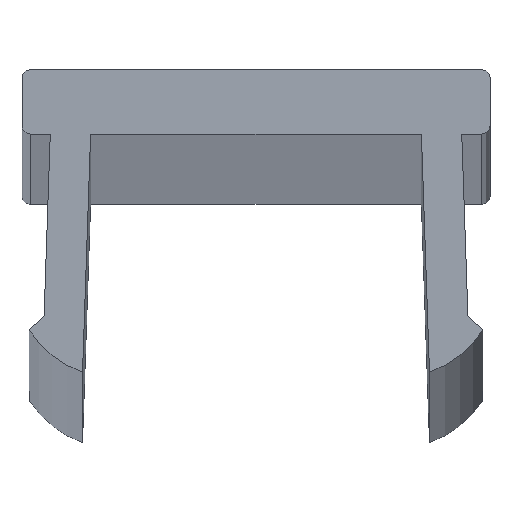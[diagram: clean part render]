
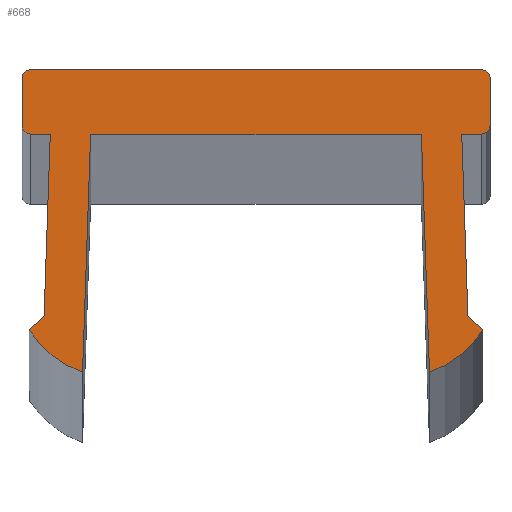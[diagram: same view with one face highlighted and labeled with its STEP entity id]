
A CAD part, top view. The second image highlights one B-rep face of the part: STEP entity #668.
In plain terms, the highlighted planar face has unit normal (0, 0, 1).
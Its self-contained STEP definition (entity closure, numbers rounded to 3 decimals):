
#3 = CARTESIAN_POINT ( 'NONE',  ( -4.3, -7.5, 1000. ) ) ;
#5 = ORIENTED_EDGE ( 'NONE', *, *, #39, .T. ) ;
#12 = VERTEX_POINT ( 'NONE', #212 ) ;
#25 = CARTESIAN_POINT ( 'NONE',  ( -5.253, -6.1, 1000. ) ) ;
#26 = CIRCLE ( 'NONE', #61, 0.2 ) ;
#29 = VERTEX_POINT ( 'NONE', #99 ) ;
#39 = EDGE_CURVE ( 'NONE', #700, #178, #493, .T. ) ;
#41 = VECTOR ( 'NONE', #160, 1000. ) ;
#47 = EDGE_CURVE ( 'NONE', #187, #232, #673, .T. ) ;
#61 = AXIS2_PLACEMENT_3D ( 'NONE', #80, #415, #301 ) ;
#69 = VERTEX_POINT ( 'NONE', #478 ) ;
#73 = CIRCLE ( 'NONE', #468, 0.2 ) ;
#74 = EDGE_CURVE ( 'NONE', #143, #600, #593, .T. ) ;
#79 = EDGE_CURVE ( 'NONE', #619, #705, #484, .T. ) ;
#80 = CARTESIAN_POINT ( 'NONE',  ( 5.6, -0.2, 1000. ) ) ;
#81 = FACE_OUTER_BOUND ( 'NONE', #166, .T. ) ;
#85 = VECTOR ( 'NONE', #614, 1000. ) ;
#88 = ORIENTED_EDGE ( 'NONE', *, *, #618, .T. ) ;
#99 = CARTESIAN_POINT ( 'NONE',  ( -4.1, -1.6, 1000. ) ) ;
#100 = LINE ( 'NONE', #606, #557 ) ;
#101 = AXIS2_PLACEMENT_3D ( 'NONE', #694, #255, #199 ) ;
#103 = EDGE_CURVE ( 'NONE', #619, #12, #347, .T. ) ;
#118 = CARTESIAN_POINT ( 'NONE',  ( -5.8, -0.2, 1000. ) ) ;
#143 = VERTEX_POINT ( 'NONE', #485 ) ;
#151 = ORIENTED_EDGE ( 'NONE', *, *, #704, .T. ) ;
#160 = DIRECTION ( 'NONE',  ( 0., 1., 0. ) ) ;
#162 = VERTEX_POINT ( 'NONE', #3 ) ;
#163 = CIRCLE ( 'NONE', #540, 0.2 ) ;
#165 = DIRECTION ( 'NONE',  ( 0., 0., -1. ) ) ;
#166 = EDGE_LOOP ( 'NONE', ( #326, #88, #421, #397, #585, #495, #613, #151, #295, #325, #638, #320, #328, #222, #5, #465, #336, #349 ) ) ;
#178 = VERTEX_POINT ( 'NONE', #605 ) ;
#180 = DIRECTION ( 'NONE',  ( -1., 0., 0. ) ) ;
#183 = DIRECTION ( 'NONE',  ( -1., 0., 0. ) ) ;
#187 = VERTEX_POINT ( 'NONE', #118 ) ;
#197 = DIRECTION ( 'NONE',  ( 1., 0., 0. ) ) ;
#199 = DIRECTION ( 'NONE',  ( 1., 0., 0. ) ) ;
#204 = VERTEX_POINT ( 'NONE', #596 ) ;
#212 = CARTESIAN_POINT ( 'NONE',  ( 5.8, -0.2, 1000. ) ) ;
#218 = EDGE_CURVE ( 'NONE', #187, #69, #163, .T. ) ;
#219 = LINE ( 'NONE', #418, #680 ) ;
#222 = ORIENTED_EDGE ( 'NONE', *, *, #583, .T. ) ;
#226 = CARTESIAN_POINT ( 'NONE',  ( 5.8, -0.2, 1000. ) ) ;
#232 = VERTEX_POINT ( 'NONE', #406 ) ;
#237 = CARTESIAN_POINT ( 'NONE',  ( -5.6, -0.2, 1000. ) ) ;
#247 = LINE ( 'NONE', #690, #374 ) ;
#253 = CARTESIAN_POINT ( 'NONE',  ( 5.253, -6.1, 1000. ) ) ;
#255 = DIRECTION ( 'NONE',  ( 0., 0., 1. ) ) ;
#260 = CARTESIAN_POINT ( 'NONE',  ( -5.1, -1.6, 1000. ) ) ;
#267 = CARTESIAN_POINT ( 'NONE',  ( 5.253, -6.1, 1000. ) ) ;
#269 = VECTOR ( 'NONE', #315, 1000. ) ;
#282 = EDGE_CURVE ( 'NONE', #178, #705, #304, .T. ) ;
#284 = DIRECTION ( 'NONE',  ( -0.034, -0.999, 0. ) ) ;
#285 = VECTOR ( 'NONE', #617, 1000. ) ;
#286 = CARTESIAN_POINT ( 'NONE',  ( 5.625, -6.448, 1000. ) ) ;
#291 = EDGE_CURVE ( 'NONE', #162, #29, #526, .T. ) ;
#293 = VERTEX_POINT ( 'NONE', #286 ) ;
#294 = VECTOR ( 'NONE', #386, 1000. ) ;
#295 = ORIENTED_EDGE ( 'NONE', *, *, #353, .T. ) ;
#301 = DIRECTION ( 'NONE',  ( -1., 0., 0. ) ) ;
#304 = LINE ( 'NONE', #669, #285 ) ;
#309 = DIRECTION ( 'NONE',  ( -1., 0., 0. ) ) ;
#315 = DIRECTION ( 'NONE',  ( 0., -1., 0. ) ) ;
#316 = EDGE_CURVE ( 'NONE', #600, #589, #403, .T. ) ;
#320 = ORIENTED_EDGE ( 'NONE', *, *, #562, .T. ) ;
#323 = EDGE_CURVE ( 'NONE', #368, #293, #641, .T. ) ;
#325 = ORIENTED_EDGE ( 'NONE', *, *, #291, .T. ) ;
#326 = ORIENTED_EDGE ( 'NONE', *, *, #602, .T. ) ;
#328 = ORIENTED_EDGE ( 'NONE', *, *, #323, .T. ) ;
#336 = ORIENTED_EDGE ( 'NONE', *, *, #79, .F. ) ;
#337 = DIRECTION ( 'NONE',  ( 0., 0., 1. ) ) ;
#339 = AXIS2_PLACEMENT_3D ( 'NONE', #658, #165, #707 ) ;
#342 = CARTESIAN_POINT ( 'NONE',  ( -5.1, -1.6, 1000. ) ) ;
#347 = LINE ( 'NONE', #226, #41 ) ;
#349 = ORIENTED_EDGE ( 'NONE', *, *, #103, .T. ) ;
#352 = CARTESIAN_POINT ( 'NONE',  ( 4.3, -7.5, 1000. ) ) ;
#353 = EDGE_CURVE ( 'NONE', #642, #162, #491, .T. ) ;
#356 = VECTOR ( 'NONE', #377, 1000. ) ;
#366 = PLANE ( 'NONE',  #101 ) ;
#368 = VERTEX_POINT ( 'NONE', #352 ) ;
#374 = VECTOR ( 'NONE', #309, 1000. ) ;
#377 = DIRECTION ( 'NONE',  ( -0.034, 0.999, 0. ) ) ;
#386 = DIRECTION ( 'NONE',  ( 1., 0., 0. ) ) ;
#387 = EDGE_CURVE ( 'NONE', #29, #204, #553, .T. ) ;
#388 = CARTESIAN_POINT ( 'NONE',  ( 5.6, -1.6, 1000. ) ) ;
#393 = VECTOR ( 'NONE', #528, 1000. ) ;
#397 = ORIENTED_EDGE ( 'NONE', *, *, #47, .T. ) ;
#403 = LINE ( 'NONE', #342, #626 ) ;
#406 = CARTESIAN_POINT ( 'NONE',  ( -5.8, -1.4, 1000. ) ) ;
#413 = DIRECTION ( 'NONE',  ( -1., 0., 0. ) ) ;
#415 = DIRECTION ( 'NONE',  ( 0., 0., 1. ) ) ;
#418 = CARTESIAN_POINT ( 'NONE',  ( 4.1, -1.6, 1000. ) ) ;
#421 = ORIENTED_EDGE ( 'NONE', *, *, #218, .F. ) ;
#424 = CARTESIAN_POINT ( 'NONE',  ( -5.625, -6.448, 1000. ) ) ;
#425 = CARTESIAN_POINT ( 'NONE',  ( 5.6, 0., 1000. ) ) ;
#437 = AXIS2_PLACEMENT_3D ( 'NONE', #675, #503, #183 ) ;
#445 = CARTESIAN_POINT ( 'NONE',  ( 5.253, -6.1, 1000. ) ) ;
#451 = CARTESIAN_POINT ( 'NONE',  ( -4.3, -7.5, 1000. ) ) ;
#453 = DIRECTION ( 'NONE',  ( 0., 0., -1. ) ) ;
#464 = CARTESIAN_POINT ( 'NONE',  ( 5.8, -1.4, 1000. ) ) ;
#465 = ORIENTED_EDGE ( 'NONE', *, *, #282, .T. ) ;
#468 = AXIS2_PLACEMENT_3D ( 'NONE', #599, #609, #659 ) ;
#478 = CARTESIAN_POINT ( 'NONE',  ( -5.6, 0., 1000. ) ) ;
#480 = AXIS2_PLACEMENT_3D ( 'NONE', #667, #337, #413 ) ;
#482 = LINE ( 'NONE', #253, #393 ) ;
#483 = DIRECTION ( 'NONE',  ( -0.731, -0.683, 0. ) ) ;
#484 = CIRCLE ( 'NONE', #339, 0.2 ) ;
#485 = CARTESIAN_POINT ( 'NONE',  ( -5.6, -1.6, 1000. ) ) ;
#490 = CARTESIAN_POINT ( 'NONE',  ( -5.6, -1.6, 1000. ) ) ;
#491 = CIRCLE ( 'NONE', #480, 2.5 ) ;
#493 = LINE ( 'NONE', #267, #356 ) ;
#495 = ORIENTED_EDGE ( 'NONE', *, *, #74, .T. ) ;
#503 = DIRECTION ( 'NONE',  ( 0., 0., 1. ) ) ;
#526 = LINE ( 'NONE', #451, #85 ) ;
#528 = DIRECTION ( 'NONE',  ( -0.731, 0.683, 0. ) ) ;
#534 = CARTESIAN_POINT ( 'NONE',  ( -5.8, -0.2, 1000. ) ) ;
#540 = AXIS2_PLACEMENT_3D ( 'NONE', #237, #453, #180 ) ;
#553 = LINE ( 'NONE', #611, #702 ) ;
#557 = VECTOR ( 'NONE', #483, 1000. ) ;
#562 = EDGE_CURVE ( 'NONE', #204, #368, #219, .T. ) ;
#583 = EDGE_CURVE ( 'NONE', #293, #700, #482, .T. ) ;
#585 = ORIENTED_EDGE ( 'NONE', *, *, #695, .F. ) ;
#589 = VERTEX_POINT ( 'NONE', #25 ) ;
#593 = LINE ( 'NONE', #490, #294 ) ;
#596 = CARTESIAN_POINT ( 'NONE',  ( 4.1, -1.6, 1000. ) ) ;
#599 = CARTESIAN_POINT ( 'NONE',  ( -5.6, -1.4, 1000. ) ) ;
#600 = VERTEX_POINT ( 'NONE', #260 ) ;
#602 = EDGE_CURVE ( 'NONE', #12, #682, #26, .T. ) ;
#605 = CARTESIAN_POINT ( 'NONE',  ( 5.1, -1.6, 1000. ) ) ;
#606 = CARTESIAN_POINT ( 'NONE',  ( -5.253, -6.1, 1000. ) ) ;
#609 = DIRECTION ( 'NONE',  ( 0., 0., -1. ) ) ;
#611 = CARTESIAN_POINT ( 'NONE',  ( -5.6, -1.6, 1000. ) ) ;
#613 = ORIENTED_EDGE ( 'NONE', *, *, #316, .T. ) ;
#614 = DIRECTION ( 'NONE',  ( 0.034, 0.999, 0. ) ) ;
#617 = DIRECTION ( 'NONE',  ( 1., 0., 0. ) ) ;
#618 = EDGE_CURVE ( 'NONE', #682, #69, #247, .T. ) ;
#619 = VERTEX_POINT ( 'NONE', #464 ) ;
#626 = VECTOR ( 'NONE', #284, 1000. ) ;
#638 = ORIENTED_EDGE ( 'NONE', *, *, #387, .T. ) ;
#641 = CIRCLE ( 'NONE', #437, 2.5 ) ;
#642 = VERTEX_POINT ( 'NONE', #424 ) ;
#658 = CARTESIAN_POINT ( 'NONE',  ( 5.6, -1.4, 1000. ) ) ;
#659 = DIRECTION ( 'NONE',  ( -1., 0., 0. ) ) ;
#667 = CARTESIAN_POINT ( 'NONE',  ( -3.5, -5.132, 1000. ) ) ;
#668 = ADVANCED_FACE ( 'NONE', ( #81 ), #366, .T. ) ;
#669 = CARTESIAN_POINT ( 'NONE',  ( 5.6, -1.6, 1000. ) ) ;
#673 = LINE ( 'NONE', #534, #269 ) ;
#675 = CARTESIAN_POINT ( 'NONE',  ( 3.5, -5.132, 1000. ) ) ;
#680 = VECTOR ( 'NONE', #696, 1000. ) ;
#682 = VERTEX_POINT ( 'NONE', #425 ) ;
#690 = CARTESIAN_POINT ( 'NONE',  ( 5.6, 0., 1000. ) ) ;
#694 = CARTESIAN_POINT ( 'NONE',  ( -5.6, -0.2, 1000. ) ) ;
#695 = EDGE_CURVE ( 'NONE', #143, #232, #73, .T. ) ;
#696 = DIRECTION ( 'NONE',  ( 0.034, -0.999, 0. ) ) ;
#700 = VERTEX_POINT ( 'NONE', #445 ) ;
#702 = VECTOR ( 'NONE', #197, 1000. ) ;
#704 = EDGE_CURVE ( 'NONE', #589, #642, #100, .T. ) ;
#705 = VERTEX_POINT ( 'NONE', #388 ) ;
#707 = DIRECTION ( 'NONE',  ( -1., 0., 0. ) ) ;
